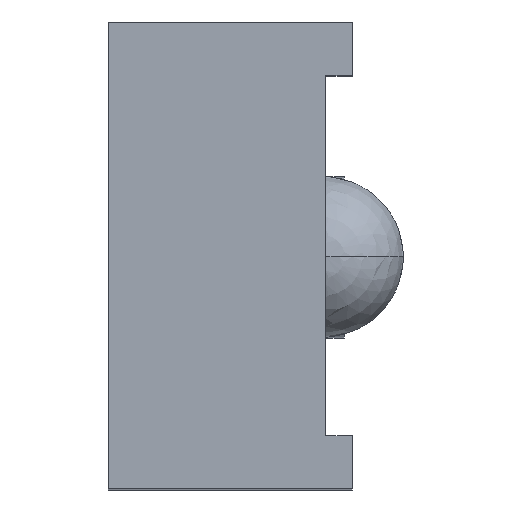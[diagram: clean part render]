
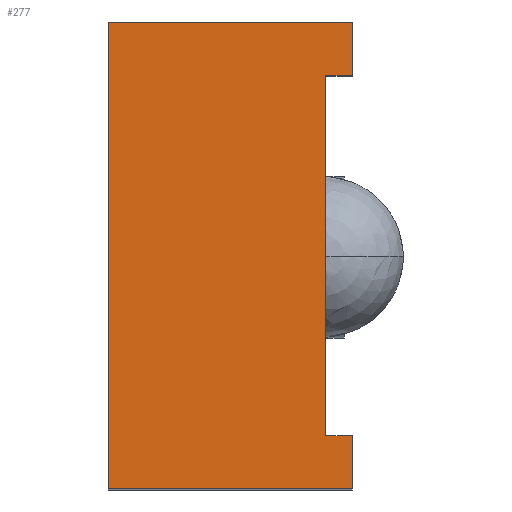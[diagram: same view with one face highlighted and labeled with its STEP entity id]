
A CAD part, top view. The second image highlights one B-rep face of the part: STEP entity #277.
In plain terms, the highlighted planar face has unit normal (0, 0, 1).
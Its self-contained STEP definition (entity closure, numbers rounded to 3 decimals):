
#66 = VERTEX_POINT('',#67);
#67 = CARTESIAN_POINT('',(1.025,-2.97,5.7));
#73 = EDGE_CURVE('',#66,#74,#76,.T.);
#74 = VERTEX_POINT('',#75);
#75 = CARTESIAN_POINT('',(1.025,0.43,5.7));
#76 = LINE('',#77,#78);
#77 = CARTESIAN_POINT('',(1.025,-2.97,5.7));
#78 = VECTOR('',#79,1.);
#79 = DIRECTION('',(0.,1.,0.));
#129 = VERTEX_POINT('',#130);
#130 = CARTESIAN_POINT('',(1.275,-2.97,5.7));
#136 = EDGE_CURVE('',#129,#66,#137,.T.);
#137 = LINE('',#138,#139);
#138 = CARTESIAN_POINT('',(1.275,-2.97,5.7));
#139 = VECTOR('',#140,1.);
#140 = DIRECTION('',(-1.,0.,0.));
#277 = ADVANCED_FACE('',(#278),#328,.T.);
#278 = FACE_BOUND('',#279,.T.);
#279 = EDGE_LOOP('',(#280,#290,#298,#304,#305,#306,#314,#322));
#280 = ORIENTED_EDGE('',*,*,#281,.T.);
#281 = EDGE_CURVE('',#282,#284,#286,.T.);
#282 = VERTEX_POINT('',#283);
#283 = CARTESIAN_POINT('',(-1.025,0.93,5.7));
#284 = VERTEX_POINT('',#285);
#285 = CARTESIAN_POINT('',(-1.025,-3.47,5.7));
#286 = LINE('',#287,#288);
#287 = CARTESIAN_POINT('',(-1.025,0.93,5.7));
#288 = VECTOR('',#289,1.);
#289 = DIRECTION('',(0.,-1.,0.));
#290 = ORIENTED_EDGE('',*,*,#291,.T.);
#291 = EDGE_CURVE('',#284,#292,#294,.T.);
#292 = VERTEX_POINT('',#293);
#293 = CARTESIAN_POINT('',(1.275,-3.47,5.7));
#294 = LINE('',#295,#296);
#295 = CARTESIAN_POINT('',(-1.025,-3.47,5.7));
#296 = VECTOR('',#297,1.);
#297 = DIRECTION('',(1.,0.,0.));
#298 = ORIENTED_EDGE('',*,*,#299,.T.);
#299 = EDGE_CURVE('',#292,#129,#300,.T.);
#300 = LINE('',#301,#302);
#301 = CARTESIAN_POINT('',(1.275,-3.47,5.7));
#302 = VECTOR('',#303,1.);
#303 = DIRECTION('',(0.,1.,0.));
#304 = ORIENTED_EDGE('',*,*,#136,.T.);
#305 = ORIENTED_EDGE('',*,*,#73,.T.);
#306 = ORIENTED_EDGE('',*,*,#307,.T.);
#307 = EDGE_CURVE('',#74,#308,#310,.T.);
#308 = VERTEX_POINT('',#309);
#309 = CARTESIAN_POINT('',(1.275,0.43,5.7));
#310 = LINE('',#311,#312);
#311 = CARTESIAN_POINT('',(1.025,0.43,5.7));
#312 = VECTOR('',#313,1.);
#313 = DIRECTION('',(1.,0.,0.));
#314 = ORIENTED_EDGE('',*,*,#315,.T.);
#315 = EDGE_CURVE('',#308,#316,#318,.T.);
#316 = VERTEX_POINT('',#317);
#317 = CARTESIAN_POINT('',(1.275,0.93,5.7));
#318 = LINE('',#319,#320);
#319 = CARTESIAN_POINT('',(1.275,0.43,5.7));
#320 = VECTOR('',#321,1.);
#321 = DIRECTION('',(0.,1.,0.));
#322 = ORIENTED_EDGE('',*,*,#323,.T.);
#323 = EDGE_CURVE('',#316,#282,#324,.T.);
#324 = LINE('',#325,#326);
#325 = CARTESIAN_POINT('',(1.275,0.93,5.7));
#326 = VECTOR('',#327,1.);
#327 = DIRECTION('',(-1.,0.,0.));
#328 = PLANE('',#329);
#329 = AXIS2_PLACEMENT_3D('',#330,#331,#332);
#330 = CARTESIAN_POINT('',(0.101,-1.27,5.7));
#331 = DIRECTION('',(0.,0.,1.));
#332 = DIRECTION('',(1.,0.,0.));
